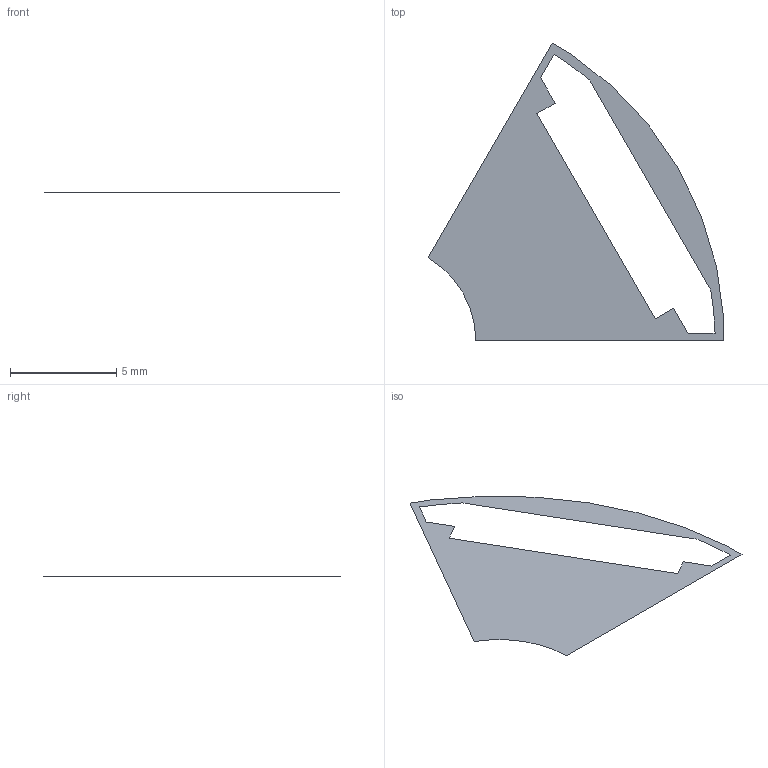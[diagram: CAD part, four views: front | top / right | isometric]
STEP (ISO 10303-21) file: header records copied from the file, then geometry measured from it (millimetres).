
FILE_DESCRIPTION(('FreeCAD Model'),'2;1');
FILE_NAME('Rotor_Segment.step','2022-02-06T20:37:33',('Author'),(''), 'Open CASCADE STEP processor 7.3','FreeCAD','Unknown');
FILE_SCHEMA(('AUTOMOTIVE_DESIGN { 1 0 10303 214 1 1 1 1 }'));
Length unit declared in the file: millimetre
Products named in the file (1): Rotor_Segment
Bounding box: 13.92 x 14 x 0 mm (x, y, z)
Surface area: 88.4 mm2 (no closed solid volume)
Topology: 0 solids, 1 shells, 1 faces, 22 edges, 22 vertices
Faces by surface type: bspline 1
Entity records: 484 total; most frequent: CARTESIAN_POINT 237, DIRECTION 28, ORIENTED_EDGE 22, EDGE_CURVE 22, VERTEX_POINT 22, SURFACE_CURVE 22, PCURVE 22, DEFINITIONAL_REPRESENTATION 22
